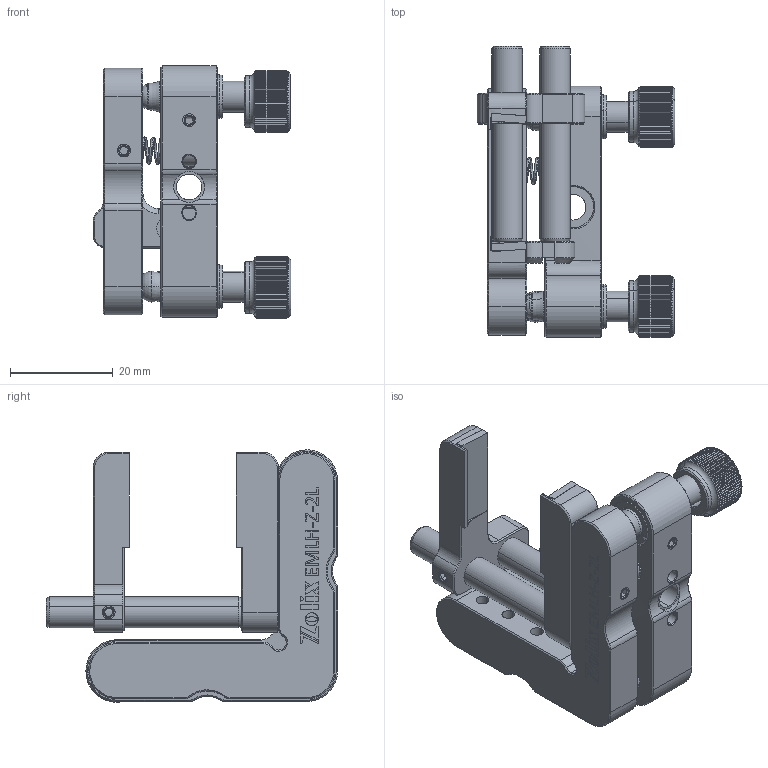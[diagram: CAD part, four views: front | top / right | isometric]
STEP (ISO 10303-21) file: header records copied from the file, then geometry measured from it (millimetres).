
FILE_DESCRIPTION (( 'STEP AP203' ), '1' );
FILE_NAME ('EMLH-Z-2L.STEP', '2025-06-23T03:17:36', ( '' ), ( '' ), 'SwSTEP 2.0', 'SolidWorks 2020', '' );
FILE_SCHEMA (( 'CONFIG_CONTROL_DESIGN' ));
Length unit declared in the file: millimetre
Products named in the file (1): EMLH-Z-2L
Bounding box: 38.52 x 56.7 x 49.15 mm (x, y, z)
Surface area: 16294.7 mm2 (no closed solid volume)
Topology: 0 solids, 26 shells, 990 faces, 2938 edges, 1982 vertices
Faces by surface type: plane 498, cylinder 290, cone 160, torus 16, bspline 14, sphere 12
Entity records: 44217 total; most frequent: CARTESIAN_POINT 23175, ORIENTED_EDGE 5623, EDGE_CURVE 2910, B_SPLINE_CURVE_WITH_KNOTS 2673, DIRECTION 2195, VERTEX_POINT 1982, EDGE_LOOP 1076, FACE_OUTER_BOUND 990
